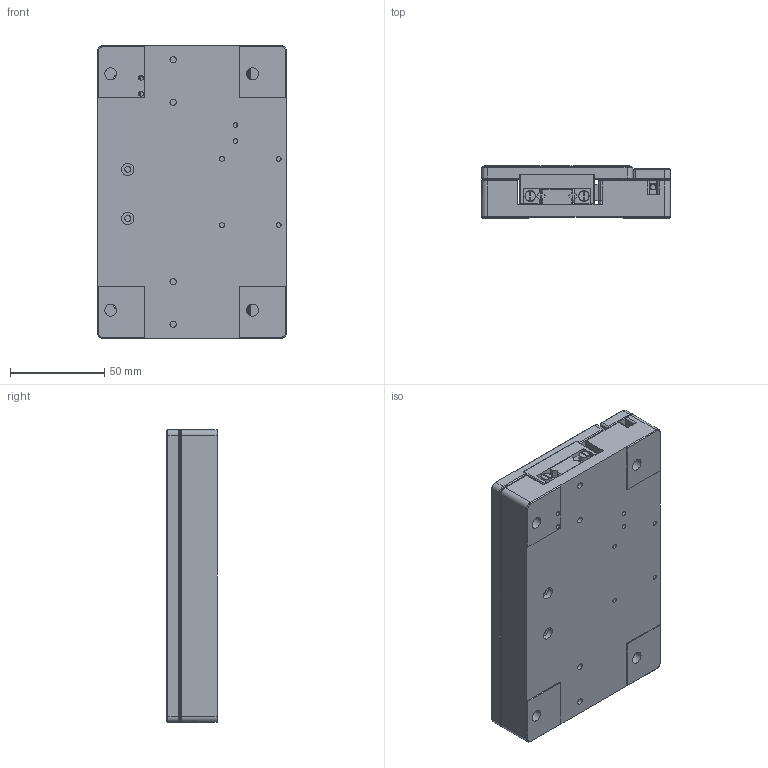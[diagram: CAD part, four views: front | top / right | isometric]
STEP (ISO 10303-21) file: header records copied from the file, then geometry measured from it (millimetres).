
FILE_DESCRIPTION (( 'STEP AP203' ), '1' );
FILE_NAME ('526801.STEP', '2024-09-24T05:43:09', ( '' ), ( '' ), 'SwSTEP 2.0', 'SolidWorks 2020', '' );
FILE_SCHEMA (( 'CONFIG_CONTROL_DESIGN' ));
Length unit declared in the file: millimetre
Products named in the file (1): 526801
Bounding box: 100 x 27.5 x 155 mm (x, y, z)
Volume: 345441.8 mm3; surface area: 140196.4 mm2
Topology: 10 solids, 11 shells, 1497 faces, 3756 edges, 2364 vertices
Faces by surface type: plane 660, cylinder 565, cone 220, torus 52
Entity records: 45520 total; most frequent: CARTESIAN_POINT 8470, DIRECTION 8011, ORIENTED_EDGE 7470, EDGE_CURVE 3735, AXIS2_PLACEMENT_3D 2941, VERTEX_POINT 2364, VECTOR 2129, LINE 2129
